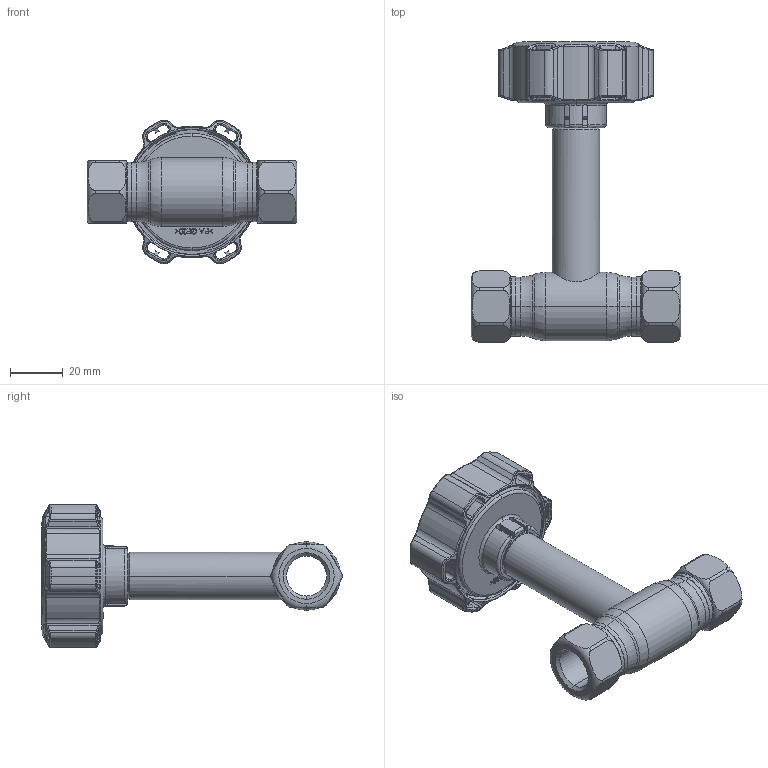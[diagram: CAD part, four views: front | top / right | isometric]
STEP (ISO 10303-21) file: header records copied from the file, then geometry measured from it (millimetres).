
FILE_DESCRIPTION (( 'STEP AP214' ), '1' );
FILE_NAME ('1010002031-2201.step', '2023-09-12T11:26:29', ( '' ), ( '' ), 'SwSTEP 2.0', 'SolidWorks 2021', '' );
FILE_SCHEMA (( 'AUTOMOTIVE_DESIGN' ));
Length unit declared in the file: millimetre
Products named in the file (1): 1010002031-2201
Bounding box: 79.6 x 113.9 x 54.57 mm (x, y, z)
Surface area: 26247.7 mm2 (no closed solid volume)
Topology: 0 solids, 8 shells, 546 faces, 1543 edges, 983 vertices
Faces by surface type: bspline 173, cylinder 138, plane 104, torus 85, cone 46
Entity records: 33547 total; most frequent: CARTESIAN_POINT 15005, ORIENTED_EDGE 2795, DIRECTION 2207, EDGE_CURVE 1543, VERTEX_POINT 983, AXIS2_PLACEMENT_3D 880, EDGE_LOOP 579, B_SPLINE_CURVE_WITH_KNOTS 560
